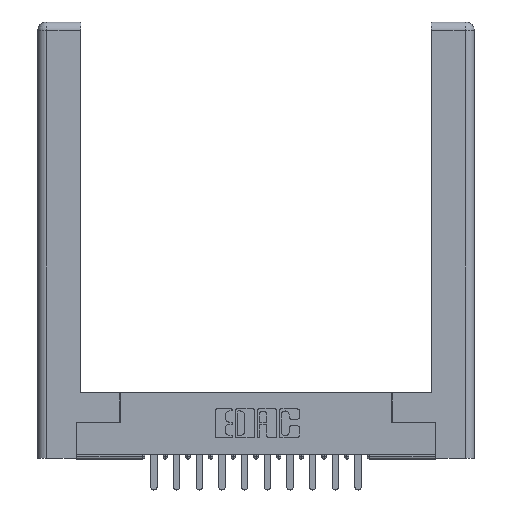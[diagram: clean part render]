
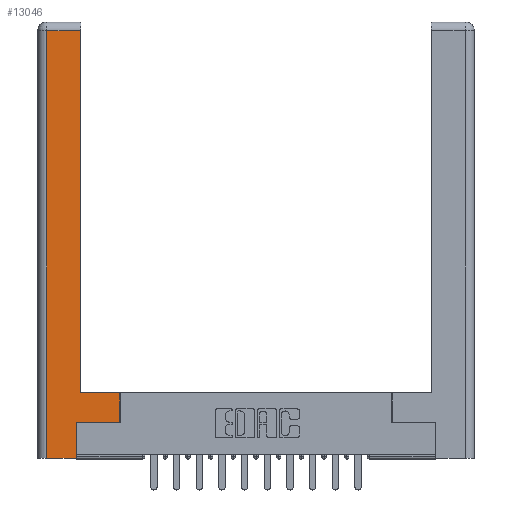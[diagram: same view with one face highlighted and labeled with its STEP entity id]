
A CAD part, top view. The second image highlights one B-rep face of the part: STEP entity #13046.
In plain terms, the highlighted planar face has unit normal (0, 0, 1).
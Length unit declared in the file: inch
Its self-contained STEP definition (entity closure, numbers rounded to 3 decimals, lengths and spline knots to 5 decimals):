
#407 = LINE ( 'NONE', #9654, #2927 ) ;
#482 = CARTESIAN_POINT ( 'NONE',  ( 0.0615, 0., 0. ) ) ;
#657 = DIRECTION ( 'NONE',  ( 0., 1., 0. ) ) ;
#664 = LINE ( 'NONE', #4723, #16504 ) ;
#782 = VERTEX_POINT ( 'NONE', #16902 ) ;
#1797 = AXIS2_PLACEMENT_3D ( 'NONE', #10639, #2580, #6612 ) ;
#1926 = DIRECTION ( 'NONE',  ( 0., -1., 0. ) ) ;
#2228 = FACE_OUTER_BOUND ( 'NONE', #11641, .T. ) ;
#2580 = DIRECTION ( 'NONE',  ( 0., 0., -1. ) ) ;
#2802 = ORIENTED_EDGE ( 'NONE', *, *, #9671, .T. ) ;
#2820 = CARTESIAN_POINT ( 'NONE',  ( 0.295, 0.45, 0. ) ) ;
#2859 = VERTEX_POINT ( 'NONE', #13864 ) ;
#2927 = VECTOR ( 'NONE', #8174, 39.37008 ) ;
#3018 = LINE ( 'NONE', #4920, #9324 ) ;
#3804 = VECTOR ( 'NONE', #16920, 39.37008 ) ;
#4501 = CARTESIAN_POINT ( 'NONE',  ( 0.265, 0., 0. ) ) ;
#4723 = CARTESIAN_POINT ( 'NONE',  ( 0.0615, 0., 0. ) ) ;
#4920 = CARTESIAN_POINT ( 'NONE',  ( 0.0615, 2.94, 0. ) ) ;
#5788 = ORIENTED_EDGE ( 'NONE', *, *, #15150, .T. ) ;
#5893 = CARTESIAN_POINT ( 'NONE',  ( 0.265, 0.245, 0. ) ) ;
#6140 = EDGE_CURVE ( 'NONE', #9946, #9933, #11750, .T. ) ;
#6392 = CARTESIAN_POINT ( 'NONE',  ( 0.565, 0.45, 0. ) ) ;
#6612 = DIRECTION ( 'NONE',  ( -1., 0., 0. ) ) ;
#7247 = DIRECTION ( 'NONE',  ( -1., 0., 0. ) ) ;
#7395 = EDGE_CURVE ( 'NONE', #14827, #12320, #407, .T. ) ;
#8174 = DIRECTION ( 'NONE',  ( 0., 1., 0. ) ) ;
#8192 = VECTOR ( 'NONE', #7247, 39.37008 ) ;
#8451 = VECTOR ( 'NONE', #657, 39.37008 ) ;
#8906 = EDGE_CURVE ( 'NONE', #12320, #2859, #12688, .T. ) ;
#9324 = VECTOR ( 'NONE', #13035, 39.37008 ) ;
#9654 = CARTESIAN_POINT ( 'NONE',  ( 0.265, 0.245, 0. ) ) ;
#9671 = EDGE_CURVE ( 'NONE', #9933, #782, #17222, .T. ) ;
#9933 = VERTEX_POINT ( 'NONE', #2820 ) ;
#9946 = VERTEX_POINT ( 'NONE', #13746 ) ;
#10319 = EDGE_CURVE ( 'NONE', #782, #13274, #3018, .T. ) ;
#10639 = CARTESIAN_POINT ( 'NONE',  ( 0., 0., 0. ) ) ;
#10876 = ORIENTED_EDGE ( 'NONE', *, *, #6140, .T. ) ;
#10961 = LINE ( 'NONE', #15562, #3804 ) ;
#11241 = DIRECTION ( 'NONE',  ( 0., 1., 0. ) ) ;
#11641 = EDGE_LOOP ( 'NONE', ( #2802, #14230, #14201, #15229, #15549, #17220, #5788, #10876 ) ) ;
#11750 = LINE ( 'NONE', #15245, #8192 ) ;
#12108 = PLANE ( 'NONE',  #1797 ) ;
#12320 = VERTEX_POINT ( 'NONE', #5893 ) ;
#12688 = LINE ( 'NONE', #14700, #15558 ) ;
#13035 = DIRECTION ( 'NONE',  ( -1., 0., 0. ) ) ;
#13044 = LINE ( 'NONE', #6392, #8451 ) ;
#13046 = ADVANCED_FACE ( 'NONE', ( #2228 ), #12108, .F. ) ;
#13274 = VERTEX_POINT ( 'NONE', #14308 ) ;
#13746 = CARTESIAN_POINT ( 'NONE',  ( 0.565, 0.45, 0. ) ) ;
#13864 = CARTESIAN_POINT ( 'NONE',  ( 0.565, 0.245, 0. ) ) ;
#13912 = CARTESIAN_POINT ( 'NONE',  ( 0.295, 3., 0. ) ) ;
#14201 = ORIENTED_EDGE ( 'NONE', *, *, #16091, .T. ) ;
#14230 = ORIENTED_EDGE ( 'NONE', *, *, #10319, .T. ) ;
#14308 = CARTESIAN_POINT ( 'NONE',  ( 0.0615, 2.94, 0. ) ) ;
#14700 = CARTESIAN_POINT ( 'NONE',  ( 0.565, 0.245, 0. ) ) ;
#14754 = DIRECTION ( 'NONE',  ( 1., 0., 0. ) ) ;
#14827 = VERTEX_POINT ( 'NONE', #4501 ) ;
#15150 = EDGE_CURVE ( 'NONE', #2859, #9946, #13044, .T. ) ;
#15229 = ORIENTED_EDGE ( 'NONE', *, *, #16665, .T. ) ;
#15245 = CARTESIAN_POINT ( 'NONE',  ( 0.295, 0.45, 0. ) ) ;
#15520 = VECTOR ( 'NONE', #11241, 39.37008 ) ;
#15549 = ORIENTED_EDGE ( 'NONE', *, *, #7395, .T. ) ;
#15558 = VECTOR ( 'NONE', #14754, 39.37008 ) ;
#15562 = CARTESIAN_POINT ( 'NONE',  ( 0.265, 0., 0. ) ) ;
#16091 = EDGE_CURVE ( 'NONE', #13274, #16530, #664, .T. ) ;
#16504 = VECTOR ( 'NONE', #1926, 39.37008 ) ;
#16530 = VERTEX_POINT ( 'NONE', #482 ) ;
#16665 = EDGE_CURVE ( 'NONE', #16530, #14827, #10961, .T. ) ;
#16902 = CARTESIAN_POINT ( 'NONE',  ( 0.295, 2.94, 0. ) ) ;
#16920 = DIRECTION ( 'NONE',  ( 1., 0., 0. ) ) ;
#17220 = ORIENTED_EDGE ( 'NONE', *, *, #8906, .T. ) ;
#17222 = LINE ( 'NONE', #13912, #15520 ) ;
